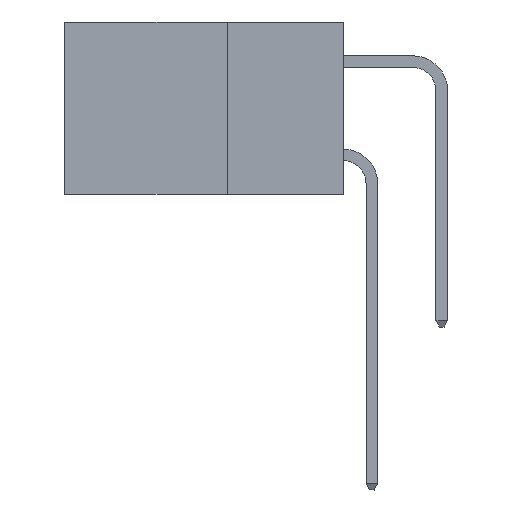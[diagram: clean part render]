
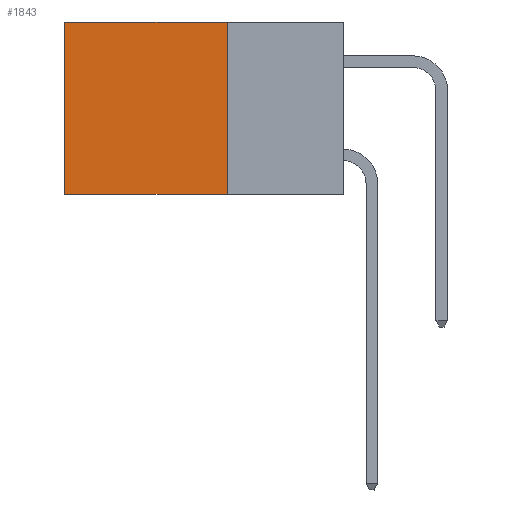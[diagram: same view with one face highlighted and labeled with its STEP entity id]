
A CAD part, left-side view. The second image highlights one B-rep face of the part: STEP entity #1843.
In plain terms, the highlighted planar face has unit normal (-1, 0, 0).
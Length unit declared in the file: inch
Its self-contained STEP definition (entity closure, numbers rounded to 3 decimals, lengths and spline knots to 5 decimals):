
#159 = DIRECTION ( 'NONE',  ( 0., 1., 0. ) ) ;
#388 = CARTESIAN_POINT ( 'NONE',  ( 0.298, 0.6, 0. ) ) ;
#931 = EDGE_CURVE ( 'NONE', #12687, #13319, #11894, .T. ) ;
#1419 = AXIS2_PLACEMENT_3D ( 'NONE', #8629, #1756, #2006 ) ;
#1756 = DIRECTION ( 'NONE',  ( 1., 0., 0. ) ) ;
#1843 = ADVANCED_FACE ( 'NONE', ( #9734 ), #11956, .F. ) ;
#1875 = LINE ( 'NONE', #5424, #4240 ) ;
#1957 = CARTESIAN_POINT ( 'NONE',  ( 0.298, 0.25, 0. ) ) ;
#2006 = DIRECTION ( 'NONE',  ( 0., 0., -1. ) ) ;
#2203 = VERTEX_POINT ( 'NONE', #11644 ) ;
#2627 = VECTOR ( 'NONE', #11828, 39.37008 ) ;
#3127 = CARTESIAN_POINT ( 'NONE',  ( 0.298, 0.6, -0.37 ) ) ;
#3805 = CARTESIAN_POINT ( 'NONE',  ( 0.298, 0.25, 0. ) ) ;
#4240 = VECTOR ( 'NONE', #4308, 39.37008 ) ;
#4308 = DIRECTION ( 'NONE',  ( 0., 1., 0. ) ) ;
#4730 = ORIENTED_EDGE ( 'NONE', *, *, #931, .T. ) ;
#4768 = EDGE_CURVE ( 'NONE', #12630, #2203, #13404, .T. ) ;
#5049 = EDGE_CURVE ( 'NONE', #12630, #12687, #1875, .T. ) ;
#5158 = ORIENTED_EDGE ( 'NONE', *, *, #4768, .F. ) ;
#5424 = CARTESIAN_POINT ( 'NONE',  ( 0.298, 0.25, 0. ) ) ;
#7273 = ORIENTED_EDGE ( 'NONE', *, *, #5049, .T. ) ;
#7434 = EDGE_CURVE ( 'NONE', #2203, #13319, #8331, .T. ) ;
#7504 = EDGE_LOOP ( 'NONE', ( #4730, #10019, #5158, #7273 ) ) ;
#8331 = LINE ( 'NONE', #9469, #9771 ) ;
#8629 = CARTESIAN_POINT ( 'NONE',  ( 0.298, 0.25, 0. ) ) ;
#8878 = VECTOR ( 'NONE', #13247, 39.37008 ) ;
#9039 = CARTESIAN_POINT ( 'NONE',  ( 0.298, 0.6, 0. ) ) ;
#9469 = CARTESIAN_POINT ( 'NONE',  ( 0.298, 0.25, -0.37 ) ) ;
#9734 = FACE_OUTER_BOUND ( 'NONE', #7504, .T. ) ;
#9771 = VECTOR ( 'NONE', #159, 39.37008 ) ;
#10019 = ORIENTED_EDGE ( 'NONE', *, *, #7434, .F. ) ;
#11644 = CARTESIAN_POINT ( 'NONE',  ( 0.298, 0.25, -0.37 ) ) ;
#11828 = DIRECTION ( 'NONE',  ( 0., 0., -1. ) ) ;
#11894 = LINE ( 'NONE', #388, #8878 ) ;
#11956 = PLANE ( 'NONE',  #1419 ) ;
#12630 = VERTEX_POINT ( 'NONE', #1957 ) ;
#12687 = VERTEX_POINT ( 'NONE', #9039 ) ;
#13247 = DIRECTION ( 'NONE',  ( 0., 0., -1. ) ) ;
#13319 = VERTEX_POINT ( 'NONE', #3127 ) ;
#13404 = LINE ( 'NONE', #3805, #2627 ) ;
